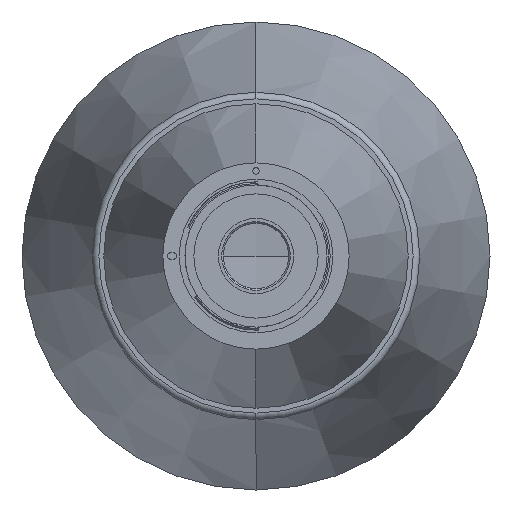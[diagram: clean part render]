
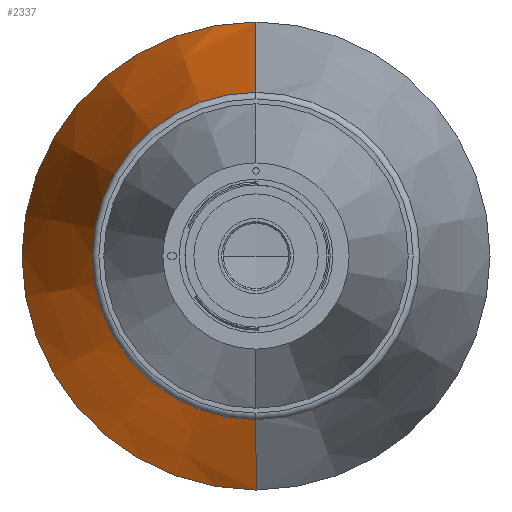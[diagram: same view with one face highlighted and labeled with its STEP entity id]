
A CAD part, left-side view. The second image highlights one B-rep face of the part: STEP entity #2337.
In plain terms, the highlighted conical face has half-angle 13.358 degrees and reference radius 50 mm.
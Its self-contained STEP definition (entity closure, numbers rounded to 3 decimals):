
#54 = VERTEX_POINT ( 'NONE', #5128 ) ;
#169 = DIRECTION ( 'NONE',  ( -1., 0., 0. ) ) ;
#295 = CARTESIAN_POINT ( 'NONE',  ( 304.512, 0., 0. ) ) ;
#304 = DIRECTION ( 'NONE',  ( 0.973, 0., -0.231 ) ) ;
#320 = EDGE_CURVE ( 'NONE', #54, #6008, #5870, .T. ) ;
#348 = CIRCLE ( 'NONE', #3261, 50. ) ;
#655 = VERTEX_POINT ( 'NONE', #2843 ) ;
#700 = ORIENTED_EDGE ( 'NONE', *, *, #3538, .F. ) ;
#768 = DIRECTION ( 'NONE',  ( 0., 0., 1. ) ) ;
#1455 = ORIENTED_EDGE ( 'NONE', *, *, #3721, .F. ) ;
#1507 = DIRECTION ( 'NONE',  ( 0., 0., -1. ) ) ;
#1577 = CONICAL_SURFACE ( 'NONE', #3529, 50., 0.233 ) ;
#2337 = ADVANCED_FACE ( 'NONE', ( #5873 ), #1577, .T. ) ;
#2738 = CARTESIAN_POINT ( 'NONE',  ( 304.512, 0., -71.5 ) ) ;
#2843 = CARTESIAN_POINT ( 'NONE',  ( 213.972, 0., -50. ) ) ;
#3004 = CARTESIAN_POINT ( 'NONE',  ( 213.972, 0., 50. ) ) ;
#3046 = CARTESIAN_POINT ( 'NONE',  ( 213.972, 0., 0. ) ) ;
#3261 = AXIS2_PLACEMENT_3D ( 'NONE', #3046, #169, #3544 ) ;
#3529 = AXIS2_PLACEMENT_3D ( 'NONE', #4861, #5347, #1507 ) ;
#3538 = EDGE_CURVE ( 'NONE', #655, #6008, #5123, .T. ) ;
#3544 = DIRECTION ( 'NONE',  ( 0., 0., 1. ) ) ;
#3565 = AXIS2_PLACEMENT_3D ( 'NONE', #295, #3668, #768 ) ;
#3668 = DIRECTION ( 'NONE',  ( -1., 0., 0. ) ) ;
#3721 = EDGE_CURVE ( 'NONE', #4532, #655, #348, .T. ) ;
#3869 = VECTOR ( 'NONE', #304, 1000. ) ;
#3963 = ORIENTED_EDGE ( 'NONE', *, *, #320, .T. ) ;
#4078 = VECTOR ( 'NONE', #5862, 1000. ) ;
#4285 = EDGE_CURVE ( 'NONE', #4532, #54, #5342, .T. ) ;
#4532 = VERTEX_POINT ( 'NONE', #5540 ) ;
#4861 = CARTESIAN_POINT ( 'NONE',  ( 213.972, 0., 0. ) ) ;
#5123 = LINE ( 'NONE', #6003, #3869 ) ;
#5128 = CARTESIAN_POINT ( 'NONE',  ( 304.512, 0., 71.5 ) ) ;
#5342 = LINE ( 'NONE', #3004, #4078 ) ;
#5347 = DIRECTION ( 'NONE',  ( 1., 0., 0. ) ) ;
#5540 = CARTESIAN_POINT ( 'NONE',  ( 213.972, 0., 50. ) ) ;
#5560 = ORIENTED_EDGE ( 'NONE', *, *, #4285, .T. ) ;
#5732 = EDGE_LOOP ( 'NONE', ( #1455, #5560, #3963, #700 ) ) ;
#5862 = DIRECTION ( 'NONE',  ( 0.973, 0., 0.231 ) ) ;
#5870 = CIRCLE ( 'NONE', #3565, 71.5 ) ;
#5873 = FACE_OUTER_BOUND ( 'NONE', #5732, .T. ) ;
#6003 = CARTESIAN_POINT ( 'NONE',  ( 213.972, 0., -50. ) ) ;
#6008 = VERTEX_POINT ( 'NONE', #2738 ) ;
